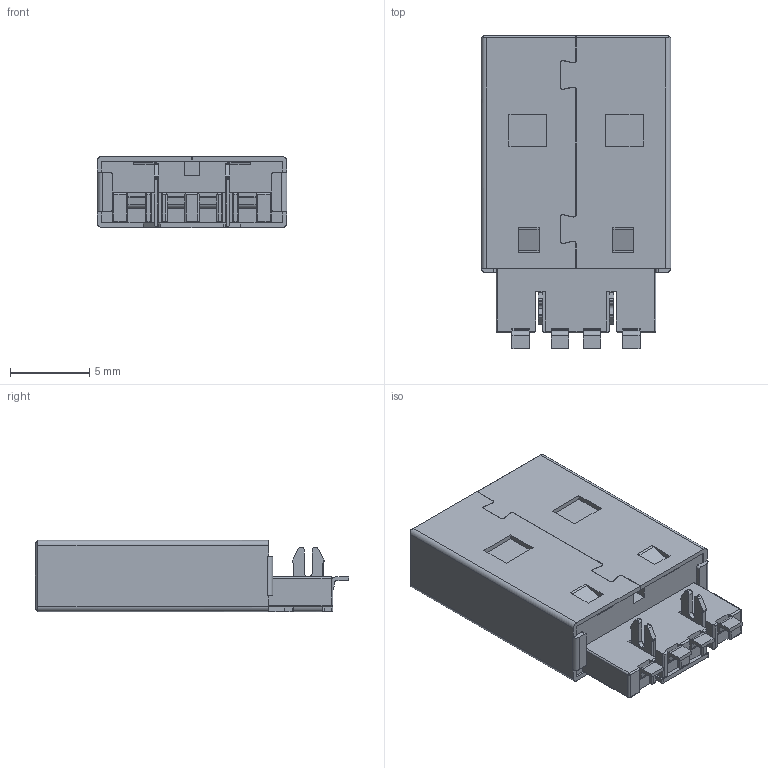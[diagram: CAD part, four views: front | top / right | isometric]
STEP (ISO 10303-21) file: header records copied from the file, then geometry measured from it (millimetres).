
FILE_DESCRIPTION (( 'STEP AP214' ), '1' );
FILE_NAME ('629004113921.STEP', '2021-08-03T08:25:05', ( '' ), ( '' ), 'SwSTEP 2.0', 'SolidWorks 2018', '' );
FILE_SCHEMA (( 'AUTOMOTIVE_DESIGN' ));
Length unit declared in the file: inch
Products named in the file (1): 629004113921
Bounding box: 12 x 19.8 x 4.5 mm (x, y, z)
Volume: 636.9 mm3; surface area: 2008.1 mm2
Topology: 6 solids, 6 shells, 588 faces, 1629 edges, 1053 vertices
Faces by surface type: plane 414, cylinder 169, bspline 5
Entity records: 26505 total; most frequent: CARTESIAN_POINT 3602, ORIENTED_EDGE 3254, DIRECTION 3049, EDGE_CURVE 1627, VECTOR 1285, LINE 1285, VERTEX_POINT 1053, AXIS2_PLACEMENT_3D 882
